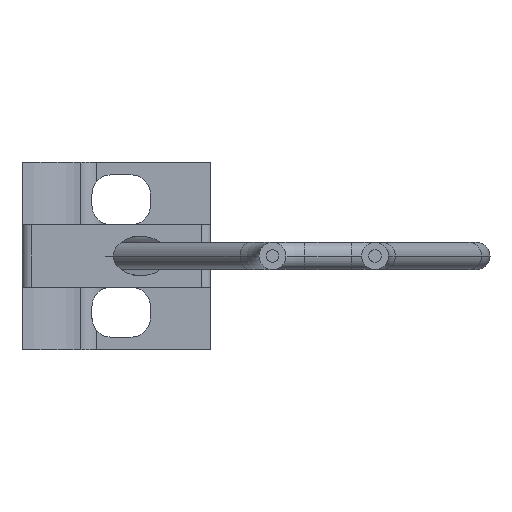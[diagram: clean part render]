
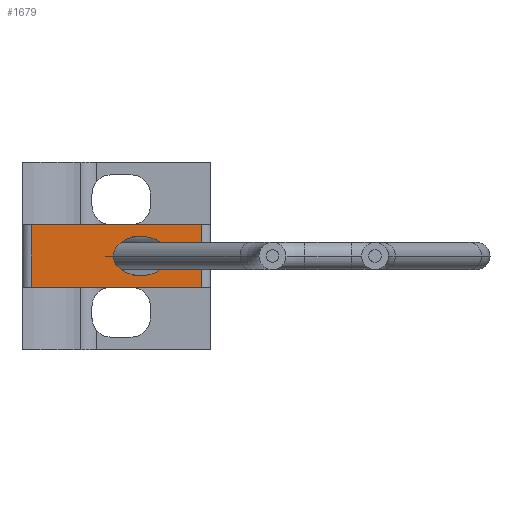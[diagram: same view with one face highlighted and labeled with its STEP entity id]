
A CAD part, left-side view. The second image highlights one B-rep face of the part: STEP entity #1679.
In plain terms, the highlighted planar face has unit normal (-1, 0, 0).
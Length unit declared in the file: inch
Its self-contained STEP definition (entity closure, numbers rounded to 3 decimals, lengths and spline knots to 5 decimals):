
#53=DIRECTION('',(0.,1.,0.));
#54=VECTOR('',#53,0.545);
#55=CARTESIAN_POINT('',(-0.3925,0.03,0.1));
#56=LINE('',#55,#54);
#672=CARTESIAN_POINT('',(-0.3925,0.31296,0.));
#673=CARTESIAN_POINT('',(-0.3925,0.31296,0.00737));
#674=CARTESIAN_POINT('',(-0.3925,0.30919,0.02329));
#675=CARTESIAN_POINT('',(-0.3925,0.29232,0.04179));
#676=CARTESIAN_POINT('',(-0.3925,0.27322,0.05271));
#677=CARTESIAN_POINT('',(-0.3925,0.25723,0.05853));
#678=CARTESIAN_POINT('',(-0.3925,0.24054,0.06185));
#679=CARTESIAN_POINT('',(-0.3925,0.22458,0.06283));
#680=CARTESIAN_POINT('',(-0.3925,0.20861,0.06185));
#681=CARTESIAN_POINT('',(-0.3925,0.19193,0.05853));
#682=CARTESIAN_POINT('',(-0.3925,0.17593,0.05271));
#683=CARTESIAN_POINT('',(-0.3925,0.15684,0.04179));
#684=CARTESIAN_POINT('',(-0.3925,0.13996,0.02329));
#685=CARTESIAN_POINT('',(-0.3925,0.13619,0.00737));
#686=CARTESIAN_POINT('',(-0.3925,0.13619,0.));
#688=CARTESIAN_POINT('',(-0.3925,0.13619,0.));
#689=CARTESIAN_POINT('',(-0.3925,0.13619,-0.00737));
#690=CARTESIAN_POINT('',(-0.3925,0.13996,-0.02329));
#691=CARTESIAN_POINT('',(-0.3925,0.15684,-0.04179));
#692=CARTESIAN_POINT('',(-0.3925,0.17593,-0.05271));
#693=CARTESIAN_POINT('',(-0.3925,0.19193,-0.05853));
#694=CARTESIAN_POINT('',(-0.3925,0.20861,-0.06185));
#695=CARTESIAN_POINT('',(-0.3925,0.22458,-0.06283));
#696=CARTESIAN_POINT('',(-0.3925,0.24054,-0.06185));
#697=CARTESIAN_POINT('',(-0.3925,0.25723,-0.05853));
#698=CARTESIAN_POINT('',(-0.3925,0.27322,-0.05271));
#699=CARTESIAN_POINT('',(-0.3925,0.29232,-0.04179));
#700=CARTESIAN_POINT('',(-0.3925,0.30919,-0.02329));
#701=CARTESIAN_POINT('',(-0.3925,0.31296,-0.00737));
#702=CARTESIAN_POINT('',(-0.3925,0.31296,0.));
#704=DIRECTION('',(0.,0.,-1.));
#705=VECTOR('',#704,0.2);
#706=CARTESIAN_POINT('',(-0.3925,0.03,0.1));
#707=LINE('',#706,#705);
#708=DIRECTION('',(0.,1.,0.));
#709=VECTOR('',#708,0.545);
#710=CARTESIAN_POINT('',(-0.3925,0.03,-0.1));
#711=LINE('',#710,#709);
#712=DIRECTION('',(0.,0.,1.));
#713=VECTOR('',#712,0.2);
#714=CARTESIAN_POINT('',(-0.3925,0.575,-0.1));
#715=LINE('',#714,#713);
#798=CARTESIAN_POINT('',(-0.3925,0.31296,0.));
#800=VERTEX_POINT('',#798);
#802=CARTESIAN_POINT('',(-0.3925,0.13619,0.));
#804=VERTEX_POINT('',#802);
#893=CARTESIAN_POINT('',(-0.3925,0.03,-0.1));
#895=VERTEX_POINT('',#893);
#896=CARTESIAN_POINT('',(-0.3925,0.03,0.1));
#897=VERTEX_POINT('',#896);
#901=CARTESIAN_POINT('',(-0.3925,0.575,0.1));
#903=VERTEX_POINT('',#901);
#904=CARTESIAN_POINT('',(-0.3925,0.575,-0.1));
#905=VERTEX_POINT('',#904);
#1662=CARTESIAN_POINT('',(-0.3925,0.,-0.1));
#1663=DIRECTION('',(-1.,0.,0.));
#1664=DIRECTION('',(0.,0.,1.));
#1665=AXIS2_PLACEMENT_3D('',#1662,#1663,#1664);
#1666=PLANE('',#1665);
#1668=ORIENTED_EDGE('',*,*,#1667,.T.);
#1669=ORIENTED_EDGE('',*,*,#1033,.T.);
#1671=ORIENTED_EDGE('',*,*,#1670,.T.);
#1672=ORIENTED_EDGE('',*,*,#975,.F.);
#1673=EDGE_LOOP('',(#1668,#1669,#1671,#1672));
#1674=FACE_OUTER_BOUND('',#1673,.F.);
#1675=ORIENTED_EDGE('',*,*,#1641,.F.);
#1676=ORIENTED_EDGE('',*,*,#1657,.F.);
#1677=EDGE_LOOP('',(#1675,#1676));
#1678=FACE_BOUND('',#1677,.F.);
#1679=ADVANCED_FACE('',(#1674,#1678),#1666,.T.);
#687=B_SPLINE_CURVE_WITH_KNOTS('',3,(#672,#673,#674,#675,#676,#677,#678,#679,
#680,#681,#682,#683,#684,#685,#686),.UNSPECIFIED.,.F.,.F.,(4,1,1,1,1,1,1,1,1,1,
1,1,4),(0.,0.125,0.25,0.3125,0.375,0.4375,0.5,0.5625,0.625,
0.6875,0.75,0.875,1.),.UNSPECIFIED.);
#703=B_SPLINE_CURVE_WITH_KNOTS('',3,(#688,#689,#690,#691,#692,#693,#694,#695,
#696,#697,#698,#699,#700,#701,#702),.UNSPECIFIED.,.F.,.F.,(4,1,1,1,1,1,1,1,1,1,
1,1,4),(0.,0.125,0.25,0.3125,0.375,0.4375,0.5,0.5625,0.625,
0.6875,0.75,0.875,1.),.UNSPECIFIED.);
#975=EDGE_CURVE('',#897,#903,#56,.T.);
#1033=EDGE_CURVE('',#895,#905,#711,.T.);
#1641=EDGE_CURVE('',#800,#804,#687,.T.);
#1657=EDGE_CURVE('',#804,#800,#703,.T.);
#1667=EDGE_CURVE('',#897,#895,#707,.T.);
#1670=EDGE_CURVE('',#905,#903,#715,.T.);
